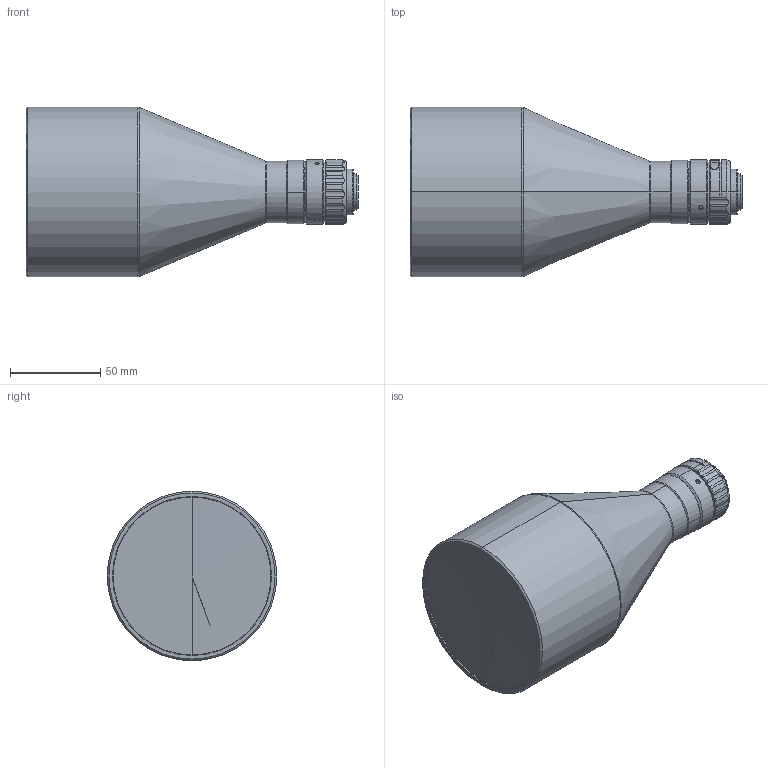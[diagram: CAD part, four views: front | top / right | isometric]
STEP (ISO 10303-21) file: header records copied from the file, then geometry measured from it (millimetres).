
FILE_DESCRIPTION (( 'STEP AP203' ), '1' );
FILE_NAME ('DTCM125-72-AL.STEP', '2019-11-13T03:35:30', ( 'Windows 蚚誧' ), ( '' ), 'SwSTEP 2.0', 'SolidWorks 2017', '' );
FILE_SCHEMA (( 'CONFIG_CONTROL_DESIGN' ));
Length unit declared in the file: millimetre
Products named in the file (1): DTCM125-72-AL
Bounding box: 183.94 x 94 x 94 mm (x, y, z)
Volume: 716754.7 mm3; surface area: 47826.4 mm2
Topology: 2 solids, 2 shells, 130 faces, 319 edges, 197 vertices
Faces by surface type: cylinder 68, cone 39, plane 19, bspline 4
Entity records: 4413 total; most frequent: CARTESIAN_POINT 1375, ORIENTED_EDGE 626, DIRECTION 608, EDGE_CURVE 313, AXIS2_PLACEMENT_3D 246, VERTEX_POINT 197, EDGE_LOOP 142, ADVANCED_FACE 130
